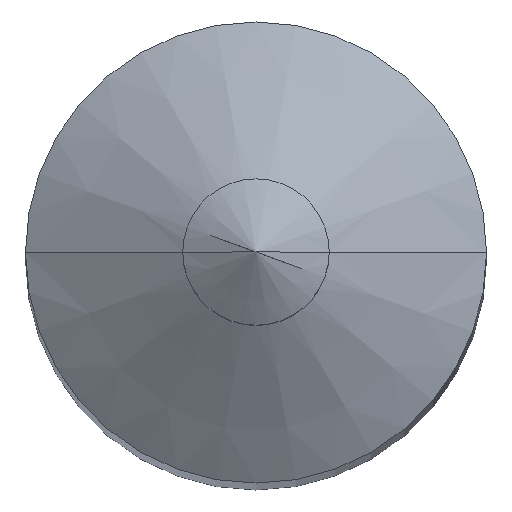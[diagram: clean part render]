
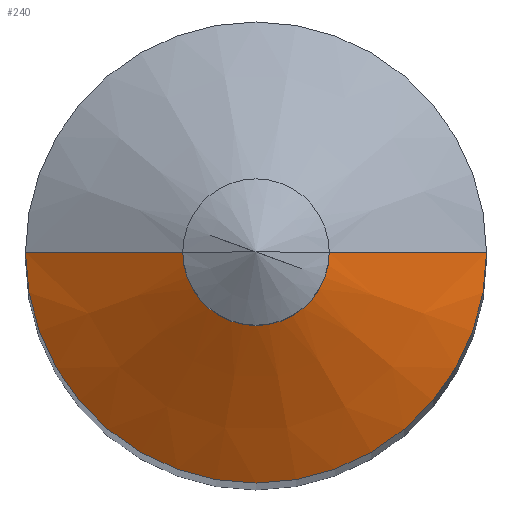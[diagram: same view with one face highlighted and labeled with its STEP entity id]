
A CAD part, top view. The second image highlights one B-rep face of the part: STEP entity #240.
In plain terms, the highlighted conical face has half-angle 60 degrees and reference radius 0.5 mm.
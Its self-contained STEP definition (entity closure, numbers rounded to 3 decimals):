
#5 = CARTESIAN_POINT ( 'NONE',  ( 0., 0., 29.9 ) ) ;
#8 = CONICAL_SURFACE ( 'NONE', #148, 0.5, 1.047 ) ;
#24 = CARTESIAN_POINT ( 'NONE',  ( 0.5, 0., 29.9 ) ) ;
#27 = EDGE_CURVE ( 'NONE', #337, #472, #432, .T. ) ;
#38 = VERTEX_POINT ( 'NONE', #299 ) ;
#67 = ORIENTED_EDGE ( 'NONE', *, *, #381, .F. ) ;
#78 = DIRECTION ( 'NONE',  ( 0., 0., -1. ) ) ;
#83 = DIRECTION ( 'NONE',  ( -1., 0., 0. ) ) ;
#97 = DIRECTION ( 'NONE',  ( -0.866, 0., -0.5 ) ) ;
#111 = DIRECTION ( 'NONE',  ( -1., 0., 0. ) ) ;
#143 = EDGE_CURVE ( 'NONE', #322, #38, #290, .T. ) ;
#148 = AXIS2_PLACEMENT_3D ( 'NONE', #410, #78, #111 ) ;
#156 = AXIS2_PLACEMENT_3D ( 'NONE', #5, #165, #279 ) ;
#163 = CARTESIAN_POINT ( 'NONE',  ( 1.575, 0., 29.279 ) ) ;
#165 = DIRECTION ( 'NONE',  ( 0., 0., -1. ) ) ;
#176 = AXIS2_PLACEMENT_3D ( 'NONE', #313, #384, #83 ) ;
#217 = DIRECTION ( 'NONE',  ( 0.866, 0., -0.5 ) ) ;
#240 = ADVANCED_FACE ( 'NONE', ( #414 ), #8, .T. ) ;
#266 = CIRCLE ( 'NONE', #156, 0.5 ) ;
#271 = ORIENTED_EDGE ( 'NONE', *, *, #27, .F. ) ;
#272 = CARTESIAN_POINT ( 'NONE',  ( -0.5, 0., 29.9 ) ) ;
#279 = DIRECTION ( 'NONE',  ( -1., 0., 0. ) ) ;
#290 = LINE ( 'NONE', #435, #477 ) ;
#299 = CARTESIAN_POINT ( 'NONE',  ( -1.575, 0., 29.279 ) ) ;
#307 = CIRCLE ( 'NONE', #176, 1.575 ) ;
#311 = VECTOR ( 'NONE', #217, 1000. ) ;
#313 = CARTESIAN_POINT ( 'NONE',  ( 0., 0., 29.279 ) ) ;
#322 = VERTEX_POINT ( 'NONE', #272 ) ;
#337 = VERTEX_POINT ( 'NONE', #462 ) ;
#364 = EDGE_LOOP ( 'NONE', ( #271, #433, #475, #67 ) ) ;
#381 = EDGE_CURVE ( 'NONE', #472, #38, #307, .T. ) ;
#384 = DIRECTION ( 'NONE',  ( 0., 0., -1. ) ) ;
#410 = CARTESIAN_POINT ( 'NONE',  ( 0., 0., 29.9 ) ) ;
#414 = FACE_OUTER_BOUND ( 'NONE', #364, .T. ) ;
#424 = EDGE_CURVE ( 'NONE', #337, #322, #266, .T. ) ;
#432 = LINE ( 'NONE', #24, #311 ) ;
#433 = ORIENTED_EDGE ( 'NONE', *, *, #424, .T. ) ;
#435 = CARTESIAN_POINT ( 'NONE',  ( -0.5, 0., 29.9 ) ) ;
#462 = CARTESIAN_POINT ( 'NONE',  ( 0.5, 0., 29.9 ) ) ;
#472 = VERTEX_POINT ( 'NONE', #163 ) ;
#475 = ORIENTED_EDGE ( 'NONE', *, *, #143, .T. ) ;
#477 = VECTOR ( 'NONE', #97, 1000. ) ;
